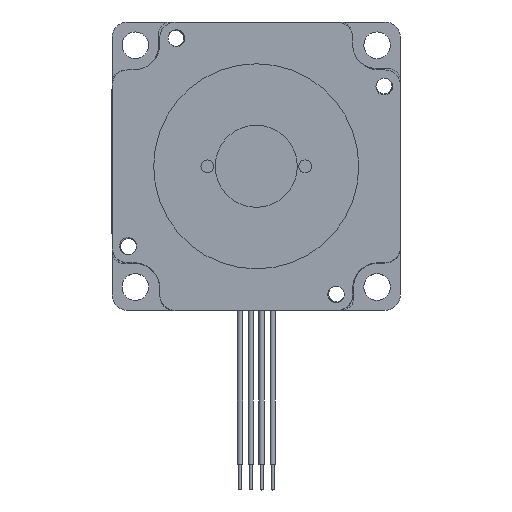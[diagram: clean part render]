
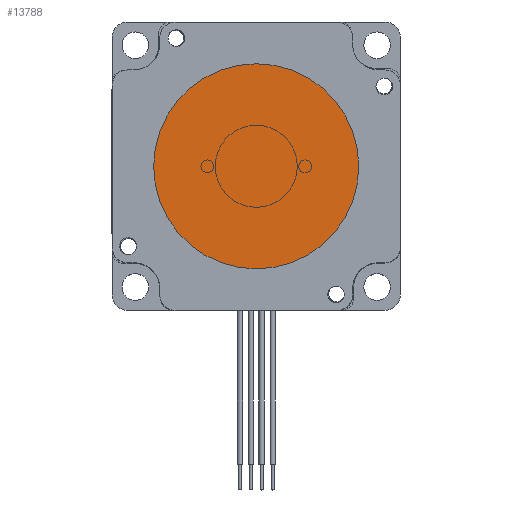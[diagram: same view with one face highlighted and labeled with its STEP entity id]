
A CAD part, top view. The second image highlights one B-rep face of the part: STEP entity #13788.
In plain terms, the highlighted face is planar.
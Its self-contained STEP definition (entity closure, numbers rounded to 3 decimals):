
#3588=FACE_OUTER_BOUND('',#4475,.T.);
#4475=EDGE_LOOP('',(#12727));
#5381=CIRCLE('',#15428,20.);
#6745=VERTEX_POINT('',#34499);
#8742=EDGE_CURVE('',#6745,#6745,#5381,.T.);
#12727=ORIENTED_EDGE('',*,*,#8742,.T.);
#13058=PLANE('',#15429);
#13788=ADVANCED_FACE('',(#3588),#13058,.F.);
#15428=AXIS2_PLACEMENT_3D('',#34500,#19761,#19762);
#15429=AXIS2_PLACEMENT_3D('',#34501,#19763,#19764);
#19761=DIRECTION('center_axis',(0.,0.,-1.));
#19762=DIRECTION('ref_axis',(-1.,0.,0.));
#19763=DIRECTION('center_axis',(0.,0.,1.));
#19764=DIRECTION('ref_axis',(1.,0.,0.));
#34499=CARTESIAN_POINT('',(20.,0.,0.));
#34500=CARTESIAN_POINT('Origin',(0.,0.,0.));
#34501=CARTESIAN_POINT('Origin',(0.,0.,
0.));
